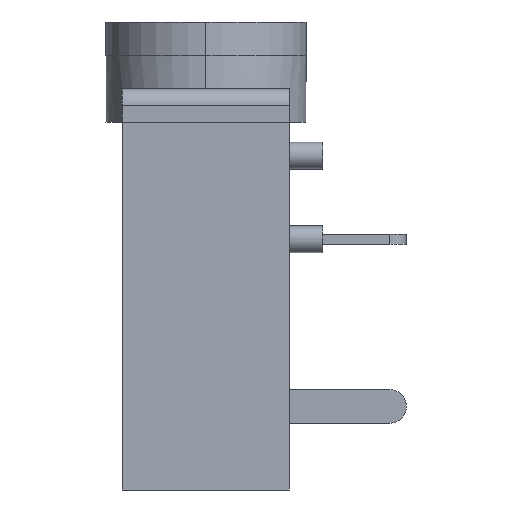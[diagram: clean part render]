
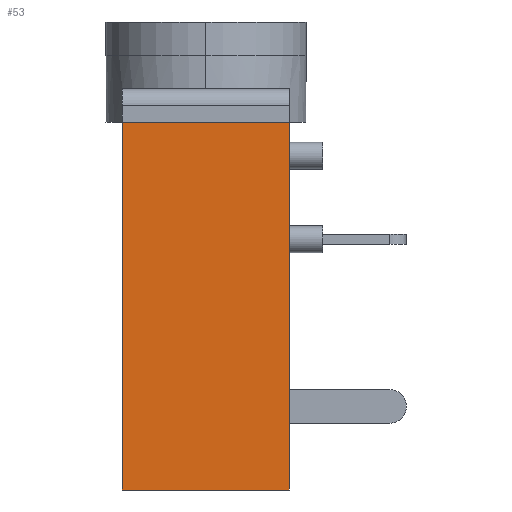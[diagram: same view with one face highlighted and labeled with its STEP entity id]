
A CAD part, left-side view. The second image highlights one B-rep face of the part: STEP entity #53.
In plain terms, the highlighted planar face has unit normal (-1, 0, 0).
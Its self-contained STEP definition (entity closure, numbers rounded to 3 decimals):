
#24 = EDGE_LOOP ( 'NONE', ( #666, #174, #2202, #945 ) ) ;
#53 = ADVANCED_FACE ( 'NONE', ( #1933 ), #984, .F. ) ;
#61 = LINE ( 'NONE', #939, #153 ) ;
#141 = LINE ( 'NONE', #504, #853 ) ;
#153 = VECTOR ( 'NONE', #594, 1000. ) ;
#174 = ORIENTED_EDGE ( 'NONE', *, *, #998, .F. ) ;
#192 = LINE ( 'NONE', #1943, #963 ) ;
#252 = VERTEX_POINT ( 'NONE', #875 ) ;
#498 = DIRECTION ( 'NONE',  ( 0., 0., 1. ) ) ;
#500 = AXIS2_PLACEMENT_3D ( 'NONE', #2245, #2087, #1502 ) ;
#504 = CARTESIAN_POINT ( 'NONE',  ( -6., 5., -7. ) ) ;
#524 = CARTESIAN_POINT ( 'NONE',  ( -6., 0., 4. ) ) ;
#573 = DIRECTION ( 'NONE',  ( 0., -1., 0. ) ) ;
#594 = DIRECTION ( 'NONE',  ( 0., -1., 0. ) ) ;
#666 = ORIENTED_EDGE ( 'NONE', *, *, #1386, .T. ) ;
#721 = EDGE_CURVE ( 'NONE', #252, #1484, #141, .T. ) ;
#793 = LINE ( 'NONE', #1422, #2275 ) ;
#853 = VECTOR ( 'NONE', #1912, 1000. ) ;
#875 = CARTESIAN_POINT ( 'NONE',  ( -6., 5., -7. ) ) ;
#939 = CARTESIAN_POINT ( 'NONE',  ( -6., 5., 4. ) ) ;
#945 = ORIENTED_EDGE ( 'NONE', *, *, #2100, .T. ) ;
#963 = VECTOR ( 'NONE', #498, 1000. ) ;
#984 = PLANE ( 'NONE',  #500 ) ;
#998 = EDGE_CURVE ( 'NONE', #1484, #2205, #61, .T. ) ;
#1386 = EDGE_CURVE ( 'NONE', #1435, #2205, #192, .T. ) ;
#1422 = CARTESIAN_POINT ( 'NONE',  ( -6., 5., -7. ) ) ;
#1435 = VERTEX_POINT ( 'NONE', #2086 ) ;
#1455 = CARTESIAN_POINT ( 'NONE',  ( -6., 5., 4. ) ) ;
#1484 = VERTEX_POINT ( 'NONE', #1455 ) ;
#1502 = DIRECTION ( 'NONE',  ( 0., 0., -1. ) ) ;
#1912 = DIRECTION ( 'NONE',  ( 0., 0., 1. ) ) ;
#1933 = FACE_OUTER_BOUND ( 'NONE', #24, .T. ) ;
#1943 = CARTESIAN_POINT ( 'NONE',  ( -6., 0., -7. ) ) ;
#2086 = CARTESIAN_POINT ( 'NONE',  ( -6., 0., -7. ) ) ;
#2087 = DIRECTION ( 'NONE',  ( 1., 0., 0. ) ) ;
#2100 = EDGE_CURVE ( 'NONE', #252, #1435, #793, .T. ) ;
#2202 = ORIENTED_EDGE ( 'NONE', *, *, #721, .F. ) ;
#2205 = VERTEX_POINT ( 'NONE', #524 ) ;
#2245 = CARTESIAN_POINT ( 'NONE',  ( -6., 5., -7. ) ) ;
#2275 = VECTOR ( 'NONE', #573, 1000. ) ;
